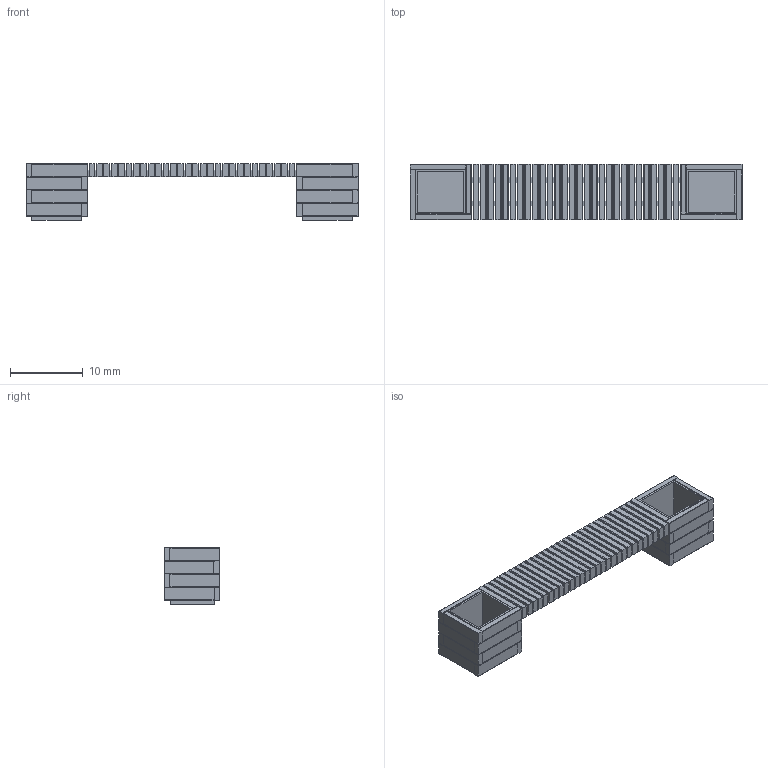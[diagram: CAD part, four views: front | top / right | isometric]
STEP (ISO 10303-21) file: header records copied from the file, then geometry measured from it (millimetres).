
FILE_DESCRIPTION(/* description */ (''),/* implementation_level */ '2;1');
FILE_NAME(/* name */ 'scale wood and metal bench with planters',/* time_stamp */ '2025-05-21T13:41:11-04:00',/* author */ (''),/* organization */ (''),/* preprocessor_version */ 'ST-DEVELOPER v19.2',/* originating_system */ 'Rhino 8.18',/* authorisation */ '');
FILE_SCHEMA (('CONFIG_CONTROL_DESIGN'));
Length unit declared in the file: inch
Products named in the file (1): Document
Bounding box: 45.5 x 7.63 x 7.78 mm (x, y, z)
Volume: 757.6 mm3; surface area: 3301.1 mm2
Topology: 33 solids, 33 shells, 1208 faces, 3122 edges, 1924 vertices
Faces by surface type: plane 1088, cylinder 120
Entity records: 32292 total; most frequent: CARTESIAN_POINT 9951, ORIENTED_EDGE 6244, EDGE_CURVE 3122, B_SPLINE_CURVE_WITH_KNOTS 2530, VERTEX_POINT 1924, DIRECTION 1729, AXIS2_PLACEMENT_3D 1287, EDGE_LOOP 1210
